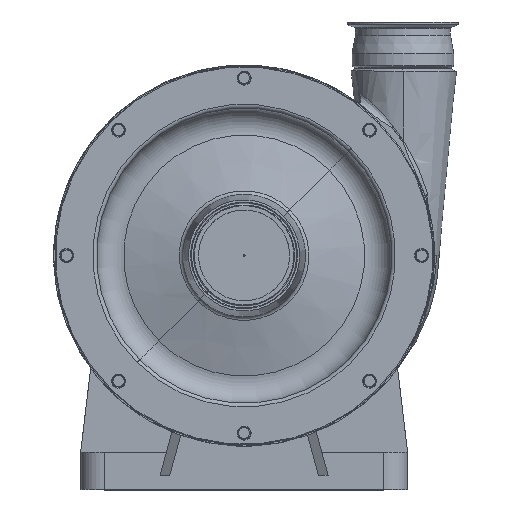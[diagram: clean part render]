
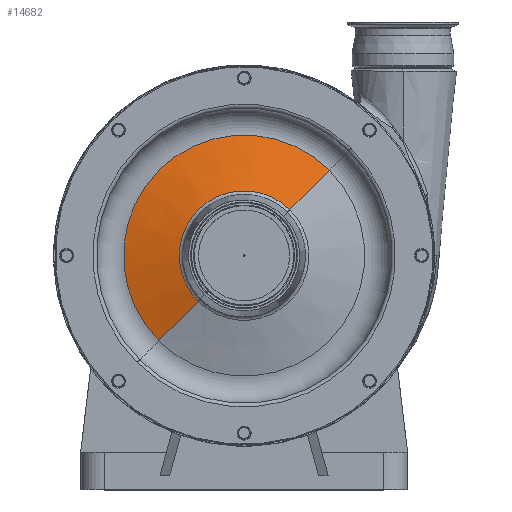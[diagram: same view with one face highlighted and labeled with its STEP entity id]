
A CAD part, top view. The second image highlights one B-rep face of the part: STEP entity #14682.
In plain terms, the highlighted conical face has half-angle 75 degrees and reference radius 69.319 mm.
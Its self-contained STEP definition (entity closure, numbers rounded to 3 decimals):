
#71 = CARTESIAN_POINT ( 'NONE',  ( 49.016, 49.016, 70.111 ) ) ;
#430 = VERTEX_POINT ( 'NONE', #16678 ) ;
#2332 = DIRECTION ( 'NONE',  ( 0., 0., -1. ) ) ;
#2425 = CARTESIAN_POINT ( 'NONE',  ( -49.016, -49.016, 70.111 ) ) ;
#2550 = VECTOR ( 'NONE', #9752, 1000. ) ;
#2899 = AXIS2_PLACEMENT_3D ( 'NONE', #9767, #2332, #11542 ) ;
#3559 = EDGE_CURVE ( 'NONE', #18393, #8650, #20254, .T. ) ;
#4008 = CARTESIAN_POINT ( 'NONE',  ( 0., 0., 70.111 ) ) ;
#4685 = ORIENTED_EDGE ( 'NONE', *, *, #3559, .T. ) ;
#5121 = CARTESIAN_POINT ( 'NONE',  ( 0., 0., 70.111 ) ) ;
#6144 = ORIENTED_EDGE ( 'NONE', *, *, #16408, .F. ) ;
#6902 = EDGE_LOOP ( 'NONE', ( #4685, #19781, #6144, #16999 ) ) ;
#8537 = CIRCLE ( 'NONE', #2899, 129.047 ) ;
#8650 = VERTEX_POINT ( 'NONE', #71 ) ;
#8660 = DIRECTION ( 'NONE',  ( 0., 0., -1. ) ) ;
#9378 = VERTEX_POINT ( 'NONE', #20344 ) ;
#9752 = DIRECTION ( 'NONE',  ( 0.683, 0.683, -0.259 ) ) ;
#9764 = DIRECTION ( 'NONE',  ( -0.683, -0.683, -0.259 ) ) ;
#9767 = CARTESIAN_POINT ( 'NONE',  ( 0., 0., 54.107 ) ) ;
#10012 = VECTOR ( 'NONE', #9764, 1000. ) ;
#11191 = LINE ( 'NONE', #18664, #10012 ) ;
#11406 = CARTESIAN_POINT ( 'NONE',  ( 49.016, 49.016, 70.111 ) ) ;
#11542 = DIRECTION ( 'NONE',  ( -0.707, -0.707, 0. ) ) ;
#11772 = EDGE_CURVE ( 'NONE', #18393, #9378, #11191, .T. ) ;
#12983 = DIRECTION ( 'NONE',  ( 0., 0., -1. ) ) ;
#13666 = CONICAL_SURFACE ( 'NONE', #18557, 69.319, 1.309 ) ;
#13994 = DIRECTION ( 'NONE',  ( -0.707, -0.707, 0. ) ) ;
#14682 = ADVANCED_FACE ( 'NONE', ( #22878 ), #13666, .T. ) ;
#16408 = EDGE_CURVE ( 'NONE', #9378, #430, #8537, .T. ) ;
#16678 = CARTESIAN_POINT ( 'NONE',  ( 91.25, 91.25, 54.107 ) ) ;
#16999 = ORIENTED_EDGE ( 'NONE', *, *, #11772, .F. ) ;
#18393 = VERTEX_POINT ( 'NONE', #2425 ) ;
#18451 = DIRECTION ( 'NONE',  ( -0.707, -0.707, 0. ) ) ;
#18557 = AXIS2_PLACEMENT_3D ( 'NONE', #5121, #8660, #13994 ) ;
#18664 = CARTESIAN_POINT ( 'NONE',  ( -49.016, -49.016, 70.111 ) ) ;
#19781 = ORIENTED_EDGE ( 'NONE', *, *, #20020, .T. ) ;
#20020 = EDGE_CURVE ( 'NONE', #8650, #430, #20656, .T. ) ;
#20254 = CIRCLE ( 'NONE', #20647, 69.319 ) ;
#20344 = CARTESIAN_POINT ( 'NONE',  ( -91.25, -91.25, 54.107 ) ) ;
#20647 = AXIS2_PLACEMENT_3D ( 'NONE', #4008, #12983, #18451 ) ;
#20656 = LINE ( 'NONE', #11406, #2550 ) ;
#22878 = FACE_OUTER_BOUND ( 'NONE', #6902, .T. ) ;
